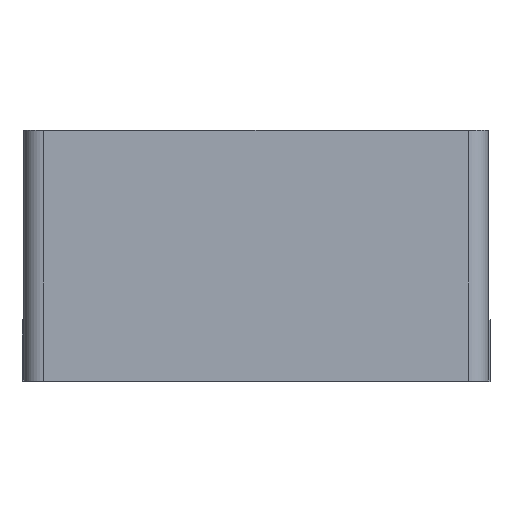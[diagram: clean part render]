
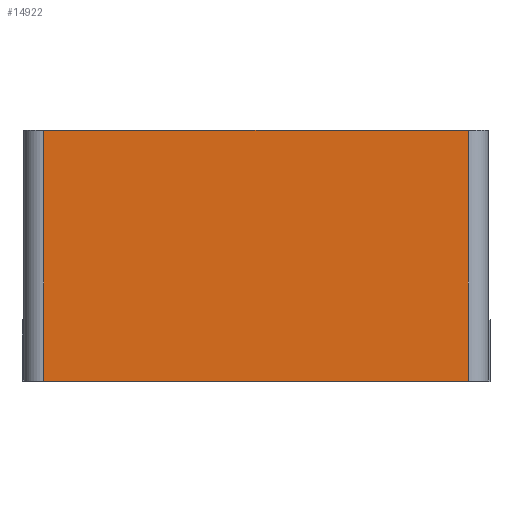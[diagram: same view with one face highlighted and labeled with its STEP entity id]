
A CAD part, front view. The second image highlights one B-rep face of the part: STEP entity #14922.
In plain terms, the highlighted planar face has unit normal (0, -1, 0).
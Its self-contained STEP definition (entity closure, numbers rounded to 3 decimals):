
#1366 = LINE ( 'NONE', #19594, #9222 ) ;
#1868 = EDGE_CURVE ( 'NONE', #10962, #8734, #2167, .T. ) ;
#2167 = LINE ( 'NONE', #10407, #11721 ) ;
#2557 = CARTESIAN_POINT ( 'NONE',  ( -10.65, -11., 12.6 ) ) ;
#3028 = DIRECTION ( 'NONE',  ( 1., 0., 0. ) ) ;
#3176 = AXIS2_PLACEMENT_3D ( 'NONE', #13312, #10847, #13862 ) ;
#3545 = EDGE_CURVE ( 'NONE', #10962, #19517, #1366, .T. ) ;
#3892 = CARTESIAN_POINT ( 'NONE',  ( -10.65, -11., 0. ) ) ;
#3994 = VECTOR ( 'NONE', #3028, 1000. ) ;
#5350 = ORIENTED_EDGE ( 'NONE', *, *, #18063, .T. ) ;
#6009 = LINE ( 'NONE', #6110, #18772 ) ;
#6110 = CARTESIAN_POINT ( 'NONE',  ( 10.65, -11., 12.6 ) ) ;
#6147 = EDGE_LOOP ( 'NONE', ( #7588, #9820, #12734, #5350 ) ) ;
#7588 = ORIENTED_EDGE ( 'NONE', *, *, #1868, .F. ) ;
#8584 = CARTESIAN_POINT ( 'NONE',  ( 10.65, -11., 12.6 ) ) ;
#8734 = VERTEX_POINT ( 'NONE', #8584 ) ;
#9222 = VECTOR ( 'NONE', #12990, 1000. ) ;
#9820 = ORIENTED_EDGE ( 'NONE', *, *, #3545, .T. ) ;
#10407 = CARTESIAN_POINT ( 'NONE',  ( -11.65, -11., 12.6 ) ) ;
#10847 = DIRECTION ( 'NONE',  ( 0., 1., 0. ) ) ;
#10913 = LINE ( 'NONE', #12536, #3994 ) ;
#10962 = VERTEX_POINT ( 'NONE', #2557 ) ;
#11022 = DIRECTION ( 'NONE',  ( 0., 0., 1. ) ) ;
#11721 = VECTOR ( 'NONE', #12108, 1000. ) ;
#12108 = DIRECTION ( 'NONE',  ( 1., 0., 0. ) ) ;
#12536 = CARTESIAN_POINT ( 'NONE',  ( -11.65, -11., 0. ) ) ;
#12734 = ORIENTED_EDGE ( 'NONE', *, *, #19662, .T. ) ;
#12990 = DIRECTION ( 'NONE',  ( 0., 0., -1. ) ) ;
#13312 = CARTESIAN_POINT ( 'NONE',  ( -11.65, -11., 12.6 ) ) ;
#13416 = FACE_OUTER_BOUND ( 'NONE', #6147, .T. ) ;
#13862 = DIRECTION ( 'NONE',  ( 0., 0., 1. ) ) ;
#14922 = ADVANCED_FACE ( 'NONE', ( #13416 ), #15113, .F. ) ;
#14957 = CARTESIAN_POINT ( 'NONE',  ( 10.65, -11., 0. ) ) ;
#15113 = PLANE ( 'NONE',  #3176 ) ;
#18063 = EDGE_CURVE ( 'NONE', #20351, #8734, #6009, .T. ) ;
#18772 = VECTOR ( 'NONE', #11022, 1000. ) ;
#19517 = VERTEX_POINT ( 'NONE', #3892 ) ;
#19594 = CARTESIAN_POINT ( 'NONE',  ( -10.65, -11., 12.6 ) ) ;
#19662 = EDGE_CURVE ( 'NONE', #19517, #20351, #10913, .T. ) ;
#20351 = VERTEX_POINT ( 'NONE', #14957 ) ;
